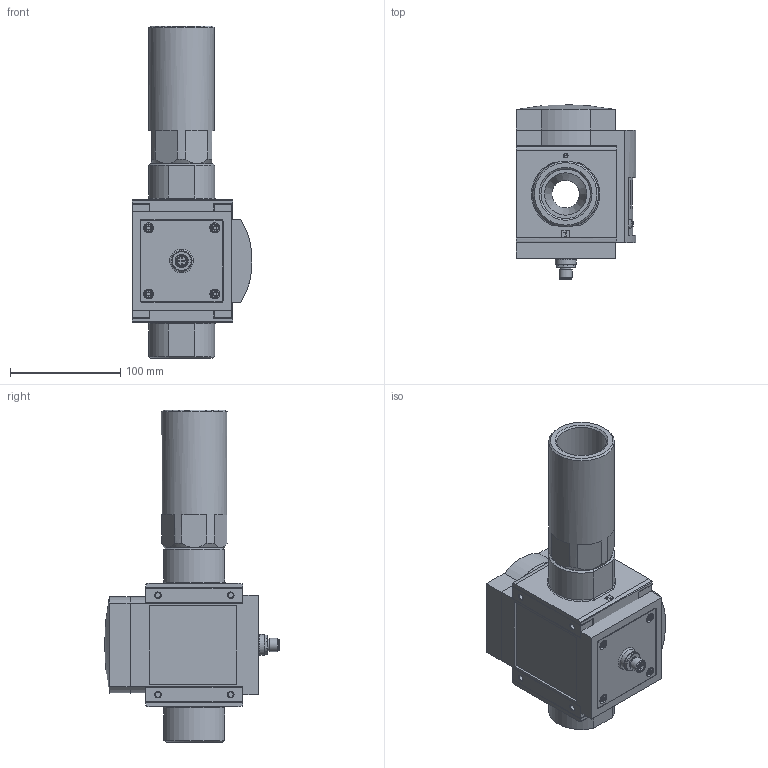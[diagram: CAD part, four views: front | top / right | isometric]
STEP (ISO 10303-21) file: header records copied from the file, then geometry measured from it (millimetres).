
FILE_DESCRIPTION(/* description */ ('STEP AP214'),/* implementation_level */ '2;1');
FILE_NAME(/* name */ '573356_SFAM-90-15000L-TG112-2SA-M12',/* time_stamp */ '2024-09-15T01:37:23+02:00',/* author */ ('License CC BY-ND 4.0'),/* organization */ ('CADENAS'),/* preprocessor_version */ 'ST-DEVELOPER v19.3',/* originating_system */ 'PARTsolutions',/* authorisation */ ' ');
FILE_SCHEMA (('AUTOMOTIVE_DESIGN {1 0 10303 214 3 1 1}'));
Length unit declared in the file: millimetre
Products named in the file (8): 573356 SFAM-90-15000L-TG112-2SA-M12; 1030814 SFAML2SA_G; 720045MS9-MV; DIN-912 - M6x80(F); 720037MS9-MV; 721806 MS9-AGH0-0L; 1184395 SFAM-90-G112_E; 721806 MS9-AGH0-0R
Assembly tree (12 placements, depth 2):
  573356 SFAM-90-15000L-TG112-2SA-M12
    1030814 SFAML2SA_G
    720045MS9-MV  x2
    DIN-912 - M6x80(F)  x4
    720037MS9-MV  x2
    721806 MS9-AGH0-0L
    1184395 SFAM-90-G112_E
    721806 MS9-AGH0-0R
Bounding box: 108.78 x 158.4 x 301 mm (x, y, z)
Volume: 1556250.1 mm3; surface area: 242305.8 mm2
Topology: 12 solids, 12 shells, 863 faces, 2114 edges, 1349 vertices
Faces by surface type: plane 476, cylinder 250, cone 105, torus 24, sphere 8
Full cylindrical faces by diameter (mm): 1.1 x5, 3.73 x2, 4.134 x8, 4.917 x4, 6 x4, 6.5 x4, 9 x4, 10 x8, 10.5 x2, 11 x4, 12 x1, 19 x1, 25 x1, 29 x2, 38.4 x2, 42 x1, 44 x1, 44.845 x3, 47.803 x1, 48 x1, 59.614 x1
Entity records: 22075 total; most frequent: CARTESIAN_POINT 3626, DIRECTION 3435, ORIENTED_EDGE 3136, EDGE_CURVE 1568, AXIS2_PLACEMENT_3D 1234, VERTEX_POINT 1078, LINE 967, VECTOR 967
